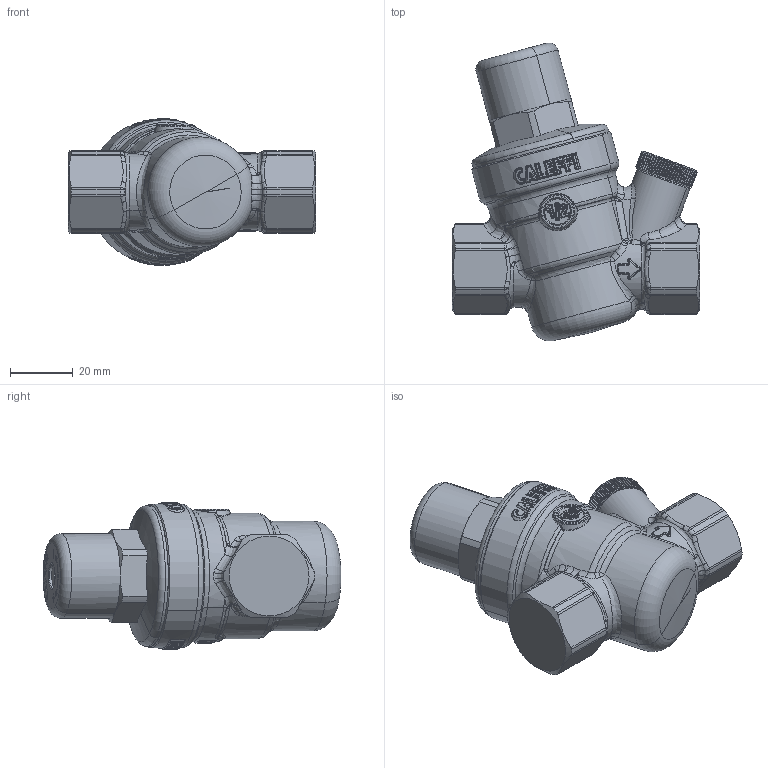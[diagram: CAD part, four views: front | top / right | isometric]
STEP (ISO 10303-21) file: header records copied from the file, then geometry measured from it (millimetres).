
FILE_DESCRIPTION(('CATIA V5 STEP Exchange','CAx-IF Rec.Pracs.--- Model Styling and Organization---1.5--- 2016-08-15','CAx-IF Rec.Pracs.---Supplemental Geometry---1.0---2011-11-01','CAx-IF Rec.Pracs.--- Composite Materials ---3.4---2017-06-13','CAx-IF Rec.Pracs.---Tessellated 3D Geometry---1.0---2015-12-17'),'2;1');
FILE_NAME('STEP_533545_AUS_-_TST.stp','2024-02-02T09:21:06+00:00',('none'),('none'),'CATIA Version 5-6 Release 2020 SP5','CATIA V5 STEP AP242 v2','none');
FILE_SCHEMA(('AP242_MANAGED_MODEL_BASED_3D_ENGINEERING_MIM_LF {1 0 10303 442 1 1 4}'));
Products named in the file (1): 533545 AUS - TST
Bounding box: 79 x 95.15 x 46.8 mm (x, y, z)
Volume: 127130.6 mm3; surface area: 18012.9 mm2
Topology: 1 solids, 1 shells, 2068 faces, 5106 edges, 2907 vertices
Faces by surface type: bspline 905, plane 525, cylinder 359, sphere 158, torus 70, cone 51
Entity records: 102790 total; most frequent: CARTESIAN_POINT 64944, ORIENTED_EDGE 9872, EDGE_CURVE 4936, DIRECTION 3992, VERTEX_POINT 2907, B_SPLINE_CURVE_WITH_KNOTS 2740, EDGE_LOOP 2105, ADVANCED_FACE 2068
